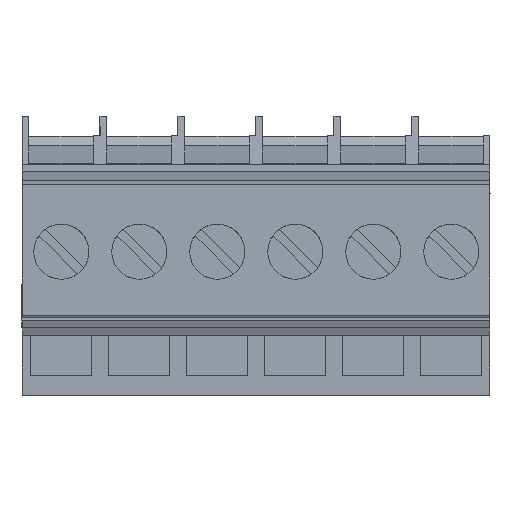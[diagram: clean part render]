
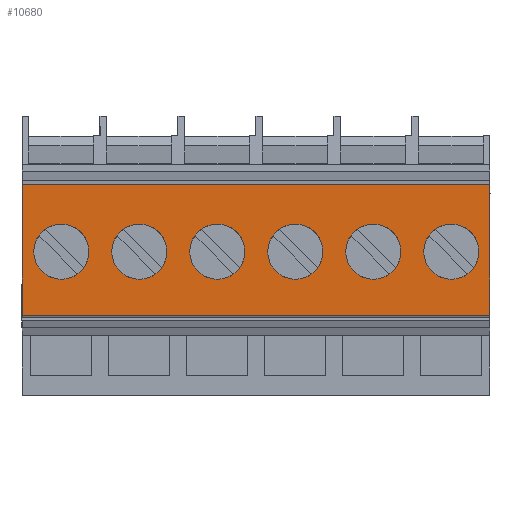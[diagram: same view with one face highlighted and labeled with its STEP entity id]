
A CAD part, top view. The second image highlights one B-rep face of the part: STEP entity #10680.
In plain terms, the highlighted face is planar.
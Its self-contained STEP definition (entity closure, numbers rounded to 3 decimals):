
#1090=CARTESIAN_POINT('',(-8.33,-27.351,
-4.6));
#1100=VERTEX_POINT('',#1090);
#1130=CARTESIAN_POINT('',(0.,-27.351,
-4.6));
#1140=DIRECTION('',(-1.,0.,0.));
#1150=VECTOR('',#1140,1.);
#1160=LINE('',#1130,#1150);
#1170=CARTESIAN_POINT('',(1.952,-27.351,
-4.6));
#1180=VERTEX_POINT('',#1170);
#1190=EDGE_CURVE('',#1180,#1100,#1160,.T.);
#3900=CARTESIAN_POINT('',(1.952,-27.351,
32.3));
#3910=VERTEX_POINT('',#3900);
#3940=CARTESIAN_POINT('',(0.,-27.351,
32.3));
#3950=DIRECTION('',(-1.,0.,0.));
#3960=VECTOR('',#3950,1.);
#3970=LINE('',#3940,#3960);
#3980=CARTESIAN_POINT('',(-8.33,-27.351,
32.3));
#3990=VERTEX_POINT('',#3980);
#4000=EDGE_CURVE('',#3910,#3990,#3970,.T.);
#9570=CARTESIAN_POINT('',(1.686,-27.351,
32.3));
#9580=DIRECTION('',(0.,1.,0.));
#9590=DIRECTION('',(1.,0.,0.));
#9600=AXIS2_PLACEMENT_3D('',#9570,#9580,#9590);
#9610=PLANE('',#9600);
#9620=CARTESIAN_POINT('',(-3.05,-27.351,
29.25));
#9630=DIRECTION('',(0.,-1.,0.));
#9640=DIRECTION('',(-1.,0.,0.));
#9650=AXIS2_PLACEMENT_3D('',#9620,#9630,#9640);
#9660=CIRCLE('',#9650,2.175);
#9670=CARTESIAN_POINT('',(-0.875,-27.351,
29.25));
#9680=VERTEX_POINT('',#9670);
#9690=CARTESIAN_POINT('',(-5.225,-27.351,
29.25));
#9700=VERTEX_POINT('',#9690);
#9710=EDGE_CURVE('',#9680,#9700,#9660,.T.);
#9720=ORIENTED_EDGE('',*,*,#9710,.F.);
#9730=EDGE_CURVE('',#9700,#9680,#9660,.T.);
#9740=ORIENTED_EDGE('',*,*,#9730,.F.);
#9750=EDGE_LOOP('',(#9740,#9720));
#9760=FACE_BOUND('',#9750,.T.);
#9770=ORIENTED_EDGE('',*,*,#4000,.T.);
#9780=CARTESIAN_POINT('',(1.952,-27.351,
30.75));
#9790=DIRECTION('',(0.,0.,1.));
#9800=VECTOR('',#9790,1.);
#9810=LINE('',#9780,#9800);
#9820=EDGE_CURVE('',#1180,#3910,#9810,.T.);
#9830=ORIENTED_EDGE('',*,*,#9820,.T.);
#9840=ORIENTED_EDGE('',*,*,#1190,.F.);
#9850=CARTESIAN_POINT('',(-8.33,-27.351,
30.75));
#9860=DIRECTION('',(0.,0.,1.));
#9870=VECTOR('',#9860,1.);
#9880=LINE('',#9850,#9870);
#9890=EDGE_CURVE('',#1100,#3990,#9880,.T.);
#9900=ORIENTED_EDGE('',*,*,#9890,.F.);
#9910=EDGE_LOOP('',(#9900,#9840,#9830,#9770));
#9920=FACE_OUTER_BOUND('',#9910,.T.);
#9930=CARTESIAN_POINT('',(-3.05,-27.351,
23.1));
#9940=DIRECTION('',(0.,-1.,0.));
#9950=DIRECTION('',(-1.,0.,0.));
#9960=AXIS2_PLACEMENT_3D('',#9930,#9940,#9950);
#9970=CIRCLE('',#9960,2.175);
#9980=CARTESIAN_POINT('',(-0.875,-27.351,
23.1));
#9990=VERTEX_POINT('',#9980);
#10000=CARTESIAN_POINT('',(-5.225,-27.351,
23.1));
#10010=VERTEX_POINT('',#10000);
#10020=EDGE_CURVE('',#9990,#10010,#9970,.T.);
#10030=ORIENTED_EDGE('',*,*,#10020,.F.);
#10040=EDGE_CURVE('',#10010,#9990,#9970,.T.);
#10050=ORIENTED_EDGE('',*,*,#10040,.F.);
#10060=EDGE_LOOP('',(#10050,#10030));
#10070=FACE_BOUND('',#10060,.T.);
#10080=CARTESIAN_POINT('',(-3.05,-27.351,
16.95));
#10090=DIRECTION('',(0.,-1.,0.));
#10100=DIRECTION('',(-1.,0.,0.));
#10110=AXIS2_PLACEMENT_3D('',#10080,#10090,#10100);
#10120=CIRCLE('',#10110,2.175);
#10130=CARTESIAN_POINT('',(-0.875,-27.351,
16.95));
#10140=VERTEX_POINT('',#10130);
#10150=CARTESIAN_POINT('',(-5.225,-27.351,
16.95));
#10160=VERTEX_POINT('',#10150);
#10170=EDGE_CURVE('',#10140,#10160,#10120,.T.);
#10180=ORIENTED_EDGE('',*,*,#10170,.F.);
#10190=EDGE_CURVE('',#10160,#10140,#10120,.T.);
#10200=ORIENTED_EDGE('',*,*,#10190,.F.);
#10210=EDGE_LOOP('',(#10200,#10180));
#10220=FACE_BOUND('',#10210,.T.);
#10230=CARTESIAN_POINT('',(-3.05,-27.351,
10.8));
#10240=DIRECTION('',(0.,-1.,0.));
#10250=DIRECTION('',(-1.,0.,0.));
#10260=AXIS2_PLACEMENT_3D('',#10230,#10240,#10250);
#10270=CIRCLE('',#10260,2.175);
#10280=CARTESIAN_POINT('',(-0.875,-27.351,
10.8));
#10290=VERTEX_POINT('',#10280);
#10300=CARTESIAN_POINT('',(-5.225,-27.351,
10.8));
#10310=VERTEX_POINT('',#10300);
#10320=EDGE_CURVE('',#10290,#10310,#10270,.T.);
#10330=ORIENTED_EDGE('',*,*,#10320,.F.);
#10340=EDGE_CURVE('',#10310,#10290,#10270,.T.);
#10350=ORIENTED_EDGE('',*,*,#10340,.F.);
#10360=EDGE_LOOP('',(#10350,#10330));
#10370=FACE_BOUND('',#10360,.T.);
#10380=CARTESIAN_POINT('',(-3.05,-27.351,
-1.5));
#10390=DIRECTION('',(0.,-1.,0.));
#10400=DIRECTION('',(-1.,0.,0.));
#10410=AXIS2_PLACEMENT_3D('',#10380,#10390,#10400);
#10420=CIRCLE('',#10410,2.175);
#10430=CARTESIAN_POINT('',(-0.875,-27.351,
-1.5));
#10440=VERTEX_POINT('',#10430);
#10450=CARTESIAN_POINT('',(-5.225,-27.351,
-1.5));
#10460=VERTEX_POINT('',#10450);
#10470=EDGE_CURVE('',#10440,#10460,#10420,.T.);
#10480=ORIENTED_EDGE('',*,*,#10470,.F.);
#10490=EDGE_CURVE('',#10460,#10440,#10420,.T.);
#10500=ORIENTED_EDGE('',*,*,#10490,.F.);
#10510=EDGE_LOOP('',(#10500,#10480));
#10520=FACE_BOUND('',#10510,.T.);
#10530=CARTESIAN_POINT('',(-3.05,-27.351,
4.65));
#10540=DIRECTION('',(0.,-1.,0.));
#10550=DIRECTION('',(-1.,0.,0.));
#10560=AXIS2_PLACEMENT_3D('',#10530,#10540,#10550);
#10570=CIRCLE('',#10560,2.175);
#10580=CARTESIAN_POINT('',(-0.875,-27.351,
4.65));
#10590=VERTEX_POINT('',#10580);
#10600=CARTESIAN_POINT('',(-5.225,-27.351,
4.65));
#10610=VERTEX_POINT('',#10600);
#10620=EDGE_CURVE('',#10590,#10610,#10570,.T.);
#10630=ORIENTED_EDGE('',*,*,#10620,.F.);
#10640=EDGE_CURVE('',#10610,#10590,#10570,.T.);
#10650=ORIENTED_EDGE('',*,*,#10640,.F.);
#10660=EDGE_LOOP('',(#10650,#10630));
#10670=FACE_BOUND('',#10660,.T.);
#10680=ADVANCED_FACE('',(#9760,#9920,#10070,#10220,#10370,#10520,#10670)
,#9610,.F.);
